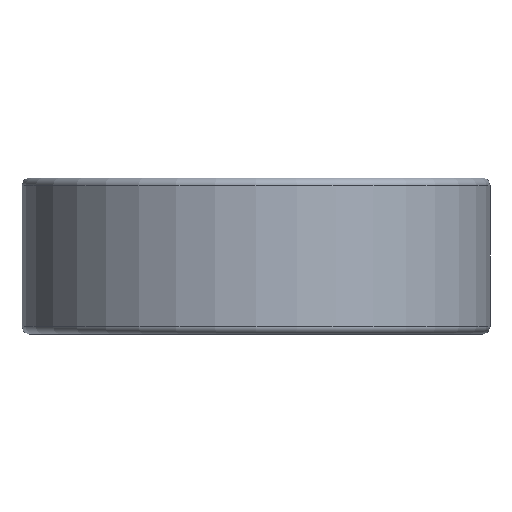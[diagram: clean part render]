
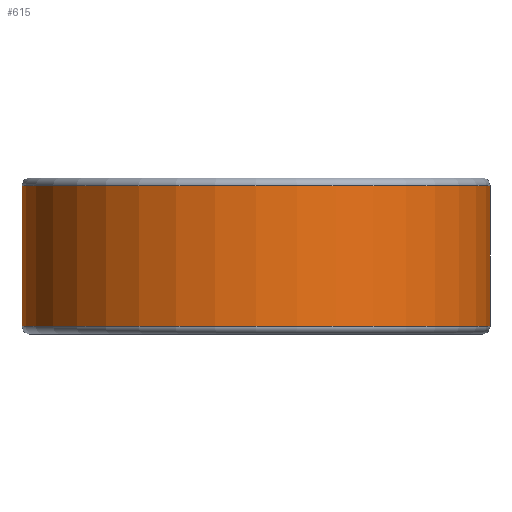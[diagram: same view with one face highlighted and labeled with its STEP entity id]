
A CAD part, front view. The second image highlights one B-rep face of the part: STEP entity #615.
In plain terms, the highlighted cylindrical face has radius 19.05 mm (diameter 38.1 mm), a partial arc.
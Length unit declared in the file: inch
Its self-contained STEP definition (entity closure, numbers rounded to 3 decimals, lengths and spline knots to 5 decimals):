
#157 = FACE_OUTER_BOUND ( 'NONE', #1731, .T. ) ;
#172 = CYLINDRICAL_SURFACE ( 'NONE', #2747, 0.75 ) ;
#311 = ORIENTED_EDGE ( 'NONE', *, *, #2346, .T. ) ;
#318 = ORIENTED_EDGE ( 'NONE', *, *, #2354, .T. ) ;
#319 = ORIENTED_EDGE ( 'NONE', *, *, #2413, .T. ) ;
#327 = ORIENTED_EDGE ( 'NONE', *, *, #2404, .F. ) ;
#615 = ADVANCED_FACE ( 'NONE', ( #157 ), #172, .T. ) ;
#1472 = CARTESIAN_POINT ( 'NONE',  ( -0.75, 0., -0.225 ) ) ;
#1473 = CARTESIAN_POINT ( 'NONE',  ( 0.75, 0., -0.225 ) ) ;
#1474 = CARTESIAN_POINT ( 'NONE',  ( -0.75, 0., 0.225 ) ) ;
#1478 = CARTESIAN_POINT ( 'NONE',  ( 0.75, 0., 0.225 ) ) ;
#1731 = EDGE_LOOP ( 'NONE', ( #327, #319, #318, #311 ) ) ;
#2294 = VECTOR ( 'NONE', #4485, 39.37008 ) ;
#2295 = LINE ( 'NONE', #4486, #2294 ) ;
#2307 = CIRCLE ( 'NONE', #2791, 0.75 ) ;
#2346 = EDGE_CURVE ( 'NONE', #3778, #3775, #2307, .T. ) ;
#2354 = EDGE_CURVE ( 'NONE', #3771, #3778, #2295, .T. ) ;
#2404 = EDGE_CURVE ( 'NONE', #3742, #3775, #5459, .T. ) ;
#2413 = EDGE_CURVE ( 'NONE', #3742, #3771, #5471, .T. ) ;
#2747 = AXIS2_PLACEMENT_3D ( 'NONE', #4407, #4406, #4404 ) ;
#2791 = AXIS2_PLACEMENT_3D ( 'NONE', #3212, #3222, #3221 ) ;
#2807 = AXIS2_PLACEMENT_3D ( 'NONE', #5152, #2877, #2889 ) ;
#2877 = DIRECTION ( 'NONE',  ( 0., 0., -1. ) ) ;
#2889 = DIRECTION ( 'NONE',  ( 1., 0., 0. ) ) ;
#3212 = CARTESIAN_POINT ( 'NONE',  ( 0., 0., -0.225 ) ) ;
#3221 = DIRECTION ( 'NONE',  ( 1., 0., 0. ) ) ;
#3222 = DIRECTION ( 'NONE',  ( 0., 0., 1. ) ) ;
#3228 = CARTESIAN_POINT ( 'NONE',  ( 0.75, 0., 0.25 ) ) ;
#3742 = VERTEX_POINT ( 'NONE', #1478 ) ;
#3771 = VERTEX_POINT ( 'NONE', #1474 ) ;
#3775 = VERTEX_POINT ( 'NONE', #1473 ) ;
#3778 = VERTEX_POINT ( 'NONE', #1472 ) ;
#4404 = DIRECTION ( 'NONE',  ( -1., 0., 0. ) ) ;
#4406 = DIRECTION ( 'NONE',  ( 0., 0., -1. ) ) ;
#4407 = CARTESIAN_POINT ( 'NONE',  ( 0., 0., 0.25 ) ) ;
#4485 = DIRECTION ( 'NONE',  ( 0., 0., -1. ) ) ;
#4486 = CARTESIAN_POINT ( 'NONE',  ( -0.75, 0., 0.25 ) ) ;
#5152 = CARTESIAN_POINT ( 'NONE',  ( 0., 0., 0.225 ) ) ;
#5161 = DIRECTION ( 'NONE',  ( 0., 0., -1. ) ) ;
#5451 = VECTOR ( 'NONE', #5161, 39.37008 ) ;
#5459 = LINE ( 'NONE', #3228, #5451 ) ;
#5471 = CIRCLE ( 'NONE', #2807, 0.75 ) ;
